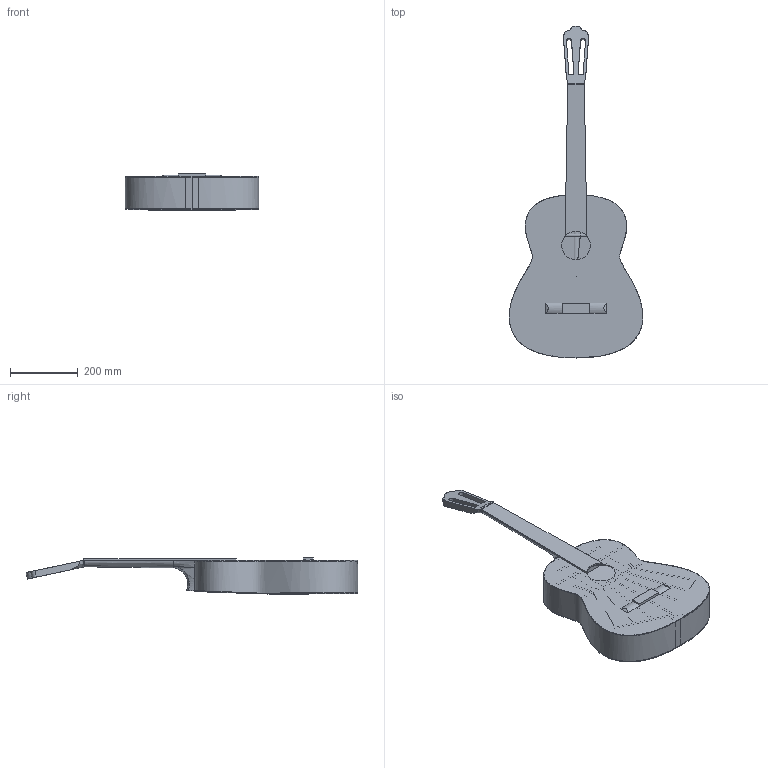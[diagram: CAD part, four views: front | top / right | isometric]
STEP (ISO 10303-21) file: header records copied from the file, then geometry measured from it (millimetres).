
FILE_DESCRIPTION(/* description */ (''),/* implementation_level */ '2;1');
FILE_NAME(/* name */ 'complete_body_10_percent_wider_outline.step',/* time_stamp */ '2023-11-06T01:11:00+01:00',/* author */ (''),/* organization */ (''),/* preprocessor_version */ 'ST-DEVELOPER v20',/* originating_system */ 'Autodesk Translation Framework v12.14.0.127',/* authorisation */ '');
FILE_SCHEMA (('AUTOMOTIVE_DESIGN { 1 0 10303 214 3 1 1 }'));
Length unit declared in the file: millimetre
Products named in the file (1): complete body
Bounding box: 395.02 x 982.22 x 108.08 mm (x, y, z)
Volume: 1886553.4 mm3; surface area: 1169455 mm2
Topology: 31 solids, 31 shells, 257 faces, 579 edges, 382 vertices
Faces by surface type: plane 154, bspline 62, cylinder 25, sphere 12, torus 4
Full cylindrical faces by diameter (mm): 85.016 x1
Entity records: 11366 total; most frequent: CARTESIAN_POINT 6130, ORIENTED_EDGE 1158, DIRECTION 837, EDGE_CURVE 579, VERTEX_POINT 382, LINE 303, VECTOR 303, AXIS2_PLACEMENT_3D 267
